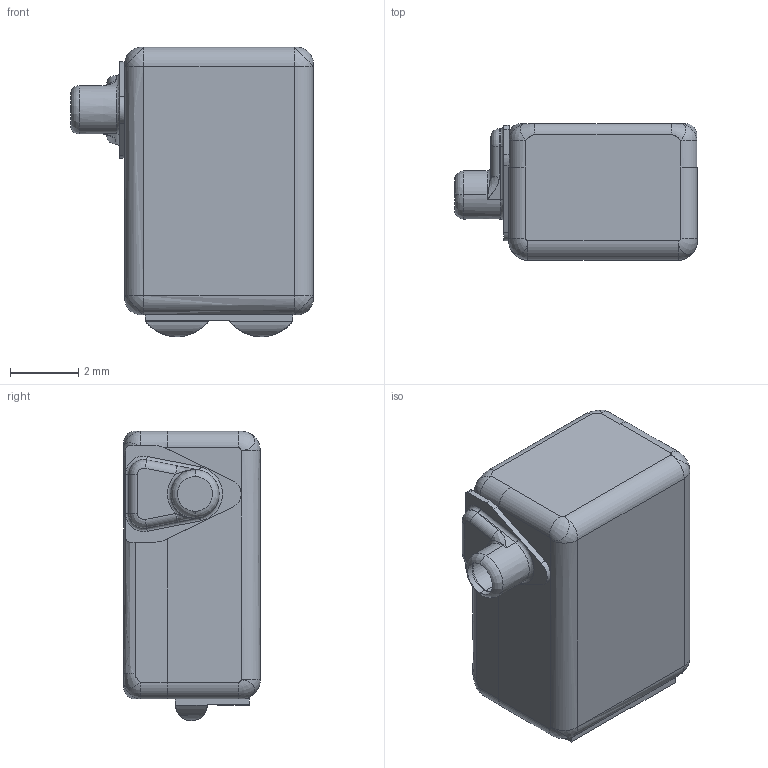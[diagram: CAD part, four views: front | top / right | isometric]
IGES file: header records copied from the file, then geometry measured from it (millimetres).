
Start section:  PTC IGES file: ef-27428-116_sw.igs
Global section: file name: ef-27428-116_sw.igs; native system: Pro/ENGINEER by Parametric Technology Corporation; preprocessor: 2005070; author: LYan; organization: Unknown; date: 060906.111635; units: inch
Bounding box: 7.09 x 3.99 x 8.46 mm (x, y, z)
Surface area: 365.3 mm2 (no closed solid volume)
Topology: 0 solids, 0 shells, 226 faces, 1124 edges, 1124 vertices
Faces by surface type: revolution 137, bspline 89
